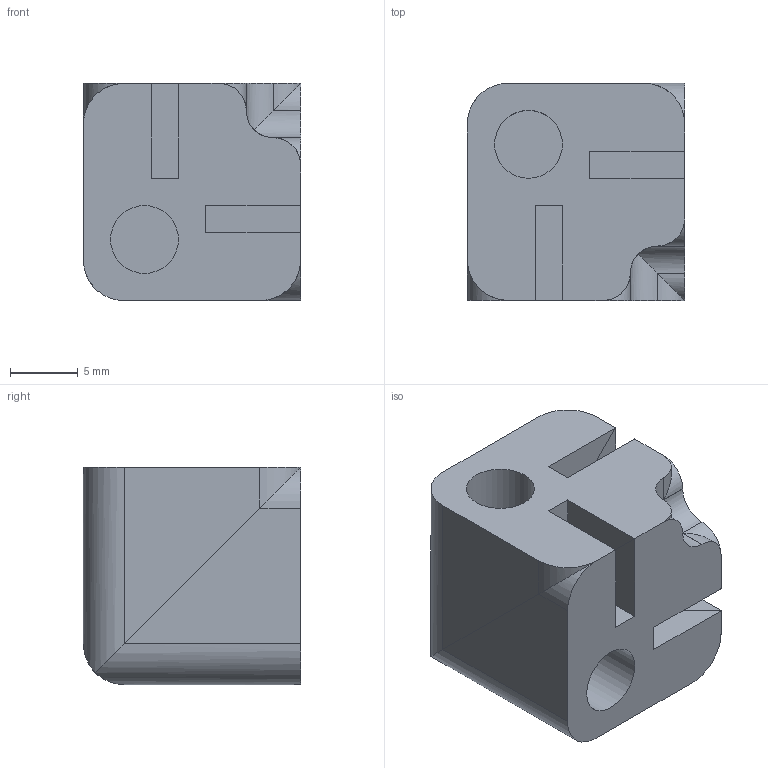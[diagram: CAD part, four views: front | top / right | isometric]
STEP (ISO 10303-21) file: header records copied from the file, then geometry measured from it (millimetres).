
FILE_DESCRIPTION(('FreeCAD Model'),'2;1');
FILE_NAME('Open CASCADE Shape Model','2025-07-29T14:43:14',('Author'),( ''),'Open CASCADE STEP processor 7.8','FreeCAD','Unknown');
FILE_SCHEMA(('AUTOMOTIVE_DESIGN { 1 0 10303 214 1 1 1 1 }'));
Length unit declared in the file: millimetre
Products named in the file (1): Fusion
Bounding box: 16 x 16 x 16 mm (x, y, z)
Volume: 3237.5 mm3; surface area: 2073.9 mm2
Topology: 1 solids, 1 shells, 57 faces, 126 edges, 74 vertices
Faces by surface type: plane 36, cylinder 21
Full cylindrical faces by diameter (mm): 5 x3
Entity records: 1558 total; most frequent: DIRECTION 278, CARTESIAN_POINT 258, ORIENTED_EDGE 252, EDGE_CURVE 126, AXIS2_PLACEMENT_3D 94, LINE 90, VECTOR 90, VERTEX_POINT 74
